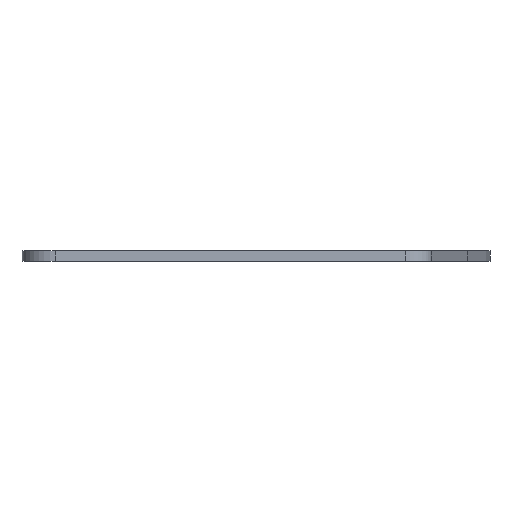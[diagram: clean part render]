
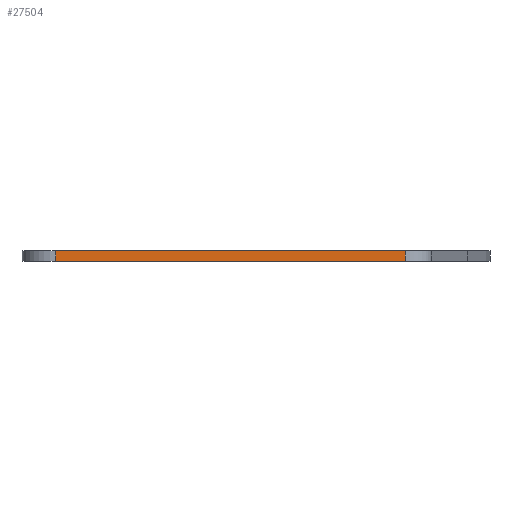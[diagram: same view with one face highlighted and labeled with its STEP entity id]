
A CAD part, left-side view. The second image highlights one B-rep face of the part: STEP entity #27504.
In plain terms, the highlighted planar face has unit normal (-1, 0, 0).
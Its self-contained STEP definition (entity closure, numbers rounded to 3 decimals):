
#2470=CARTESIAN_POINT('',(-13.143,-120.21,11.));
#2471=VERTEX_POINT('',#2470);
#2479=CARTESIAN_POINT('',(-13.143,-16.145,11.));
#2480=VERTEX_POINT('',#2479);
#2481=CARTESIAN_POINT('',(-13.143,-16.145,11.));
#2482=DIRECTION('',(0.,-1.,0.));
#2483=VECTOR('',#2482,104.065);
#2484=LINE('',#2481,#2483);
#2485=EDGE_CURVE('',#2480,#2471,#2484,.T.);
#27474=CARTESIAN_POINT('',(-13.143,-67.178,14.));
#27475=DIRECTION('',(1.,0.,0.));
#27476=DIRECTION('',(0.,0.,-1.));
#27477=AXIS2_PLACEMENT_3D('',#27474,#27475,#27476);
#27478=PLANE('',#27477);
#27479=CARTESIAN_POINT('',(-13.143,-16.145,14.));
#27480=VERTEX_POINT('',#27479);
#27481=CARTESIAN_POINT('',(-13.143,-120.21,14.));
#27482=VERTEX_POINT('',#27481);
#27483=CARTESIAN_POINT('',(-13.143,-16.145,14.));
#27484=DIRECTION('',(0.,-1.,0.));
#27485=VECTOR('',#27484,104.065);
#27486=LINE('',#27483,#27485);
#27487=EDGE_CURVE('',#27480,#27482,#27486,.T.);
#27488=ORIENTED_EDGE('',*,*,#27487,.F.);
#27489=CARTESIAN_POINT('',(-13.143,-16.145,14.));
#27490=DIRECTION('',(0.,0.,-1.));
#27491=VECTOR('',#27490,3.);
#27492=LINE('',#27489,#27491);
#27493=EDGE_CURVE('',#27480,#2480,#27492,.T.);
#27494=ORIENTED_EDGE('',*,*,#27493,.T.);
#27495=ORIENTED_EDGE('',*,*,#2485,.T.);
#27496=CARTESIAN_POINT('',(-13.143,-120.21,11.));
#27497=DIRECTION('',(0.,0.,1.));
#27498=VECTOR('',#27497,3.);
#27499=LINE('',#27496,#27498);
#27500=EDGE_CURVE('',#2471,#27482,#27499,.T.);
#27501=ORIENTED_EDGE('',*,*,#27500,.T.);
#27502=EDGE_LOOP('',(#27488,#27494,#27495,#27501));
#27503=FACE_BOUND('',#27502,.T.);
#27504=ADVANCED_FACE('',(#27503),#27478,.F.);
